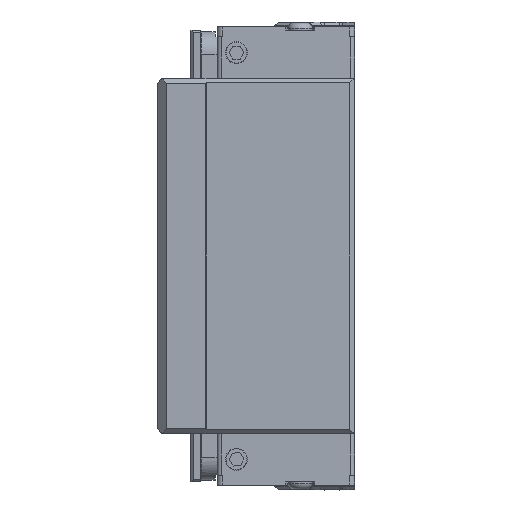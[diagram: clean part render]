
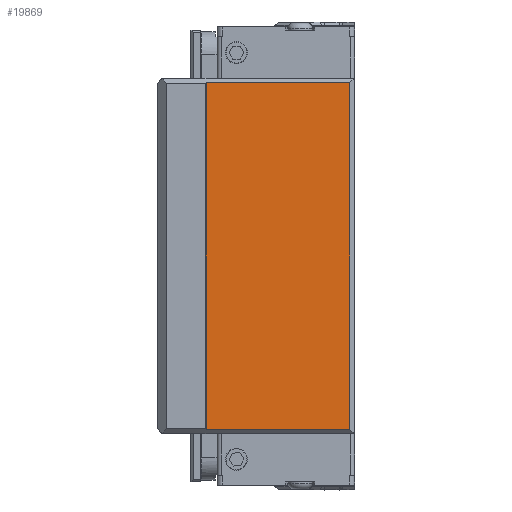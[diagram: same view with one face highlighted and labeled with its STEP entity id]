
A CAD part, left-side view. The second image highlights one B-rep face of the part: STEP entity #19869.
In plain terms, the highlighted planar face has unit normal (-1, 0, 0).
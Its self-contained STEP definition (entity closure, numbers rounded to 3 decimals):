
#1226=FACE_OUTER_BOUND('',#2380,.T.);
#2380=EDGE_LOOP('',(#13372,#13373,#13374,#13375));
#3751=LINE('',#29042,#5967);
#3769=LINE('',#29078,#5985);
#3775=LINE('',#29097,#5991);
#3780=LINE('',#29105,#5996);
#5967=VECTOR('',#23627,44.45);
#5985=VECTOR('',#23655,44.45);
#5991=VECTOR('',#23687,107.3);
#5996=VECTOR('',#23698,107.3);
#8191=VERTEX_POINT('',#29039);
#8192=VERTEX_POINT('',#29041);
#8204=VERTEX_POINT('',#29075);
#8205=VERTEX_POINT('',#29077);
#10146=EDGE_CURVE('',#8191,#8192,#3751,.T.);
#10164=EDGE_CURVE('',#8204,#8205,#3769,.T.);
#10170=EDGE_CURVE('',#8205,#8191,#3775,.T.);
#10175=EDGE_CURVE('',#8192,#8204,#3780,.T.);
#13372=ORIENTED_EDGE('',*,*,#10175,.F.);
#13373=ORIENTED_EDGE('',*,*,#10146,.F.);
#13374=ORIENTED_EDGE('',*,*,#10170,.F.);
#13375=ORIENTED_EDGE('',*,*,#10164,.F.);
#17872=PLANE('',#21185);
#19869=ADVANCED_FACE('',(#1226),#17872,.F.);
#21185=AXIS2_PLACEMENT_3D('',#29104,#23696,#23697);
#23627=DIRECTION('',(0.,1.,0.));
#23655=DIRECTION('',(0.,-1.,0.));
#23687=DIRECTION('',(0.,0.,-1.));
#23696=DIRECTION('center_axis',(1.,0.,0.));
#23697=DIRECTION('ref_axis',(0.,0.,-1.));
#23698=DIRECTION('',(0.,0.,1.));
#29039=CARTESIAN_POINT('',(-42.85,-15.4,-53.65));
#29041=CARTESIAN_POINT('',(-42.85,29.05,-53.65));
#29042=CARTESIAN_POINT('',(-42.85,13.65,-53.65));
#29075=CARTESIAN_POINT('',(-42.85,29.05,53.65));
#29077=CARTESIAN_POINT('',(-42.85,-15.4,53.65));
#29078=CARTESIAN_POINT('',(-42.85,13.65,53.65));
#29097=CARTESIAN_POINT('',(-42.85,-15.4,0.));
#29104=CARTESIAN_POINT('Origin',(-42.85,-16.9,55.));
#29105=CARTESIAN_POINT('',(-42.85,29.05,55.));
